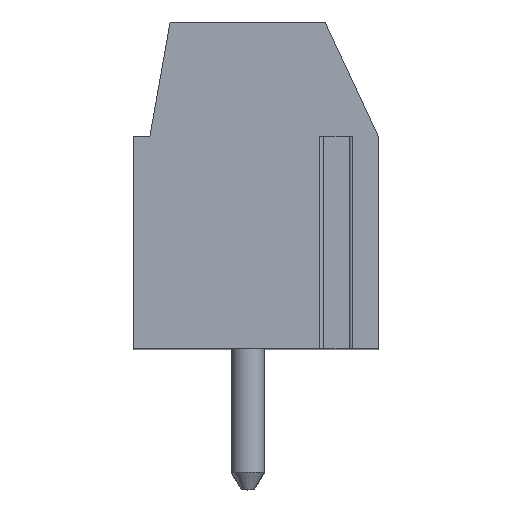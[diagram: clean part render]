
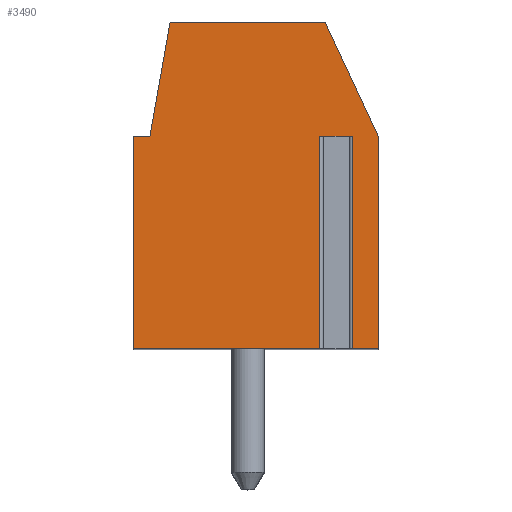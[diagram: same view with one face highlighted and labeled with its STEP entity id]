
A CAD part, top view. The second image highlights one B-rep face of the part: STEP entity #3490.
In plain terms, the highlighted planar face has unit normal (0, 0, 1).
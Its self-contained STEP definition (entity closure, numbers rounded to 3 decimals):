
#201=DIRECTION('',(-1.,0.,0.));
#202=VECTOR('',#201,0.996);
#203=CARTESIAN_POINT('',(2.948,1.5,17.5));
#204=LINE('',#203,#202);
#205=DIRECTION('',(0.,-1.,0.));
#206=VECTOR('',#205,6.5);
#207=CARTESIAN_POINT('',(1.952,1.5,17.5));
#208=LINE('',#207,#206);
#209=DIRECTION('',(1.,0.,0.));
#210=VECTOR('',#209,5.702);
#211=CARTESIAN_POINT('',(-3.75,-5.,17.5));
#212=LINE('',#211,#210);
#213=DIRECTION('',(0.,-1.,0.));
#214=VECTOR('',#213,6.5);
#215=CARTESIAN_POINT('',(-3.75,1.5,17.5));
#216=LINE('',#215,#214);
#217=DIRECTION('',(-1.,0.,0.));
#218=VECTOR('',#217,0.5);
#219=CARTESIAN_POINT('',(-3.25,1.5,17.5));
#220=LINE('',#219,#218);
#221=DIRECTION('',(-0.174,-0.985,0.));
#222=VECTOR('',#221,3.554);
#223=CARTESIAN_POINT('',(-2.633,5.,17.5));
#224=LINE('',#223,#222);
#225=DIRECTION('',(-1.,0.,0.));
#226=VECTOR('',#225,4.751);
#227=CARTESIAN_POINT('',(2.118,5.,17.5));
#228=LINE('',#227,#226);
#229=DIRECTION('',(-0.423,0.906,0.));
#230=VECTOR('',#229,3.862);
#231=CARTESIAN_POINT('',(3.75,1.5,17.5));
#232=LINE('',#231,#230);
#233=DIRECTION('',(0.,1.,0.));
#234=VECTOR('',#233,6.5);
#235=CARTESIAN_POINT('',(3.75,-5.,17.5));
#236=LINE('',#235,#234);
#237=DIRECTION('',(1.,0.,0.));
#238=VECTOR('',#237,0.802);
#239=CARTESIAN_POINT('',(2.948,-5.,17.5));
#240=LINE('',#239,#238);
#241=DIRECTION('',(0.,-1.,0.));
#242=VECTOR('',#241,6.5);
#243=CARTESIAN_POINT('',(2.948,1.5,17.5));
#244=LINE('',#243,#242);
#2623=CARTESIAN_POINT('',(3.75,-5.,17.5));
#2624=CARTESIAN_POINT('',(3.75,1.5,17.5));
#2625=VERTEX_POINT('',#2623);
#2626=VERTEX_POINT('',#2624);
#2627=CARTESIAN_POINT('',(2.118,5.,17.5));
#2628=VERTEX_POINT('',#2627);
#2629=CARTESIAN_POINT('',(-2.633,5.,17.5));
#2630=VERTEX_POINT('',#2629);
#2631=CARTESIAN_POINT('',(-3.25,1.5,17.5));
#2632=VERTEX_POINT('',#2631);
#2633=CARTESIAN_POINT('',(-3.75,1.5,17.5));
#2634=VERTEX_POINT('',#2633);
#2635=CARTESIAN_POINT('',(-3.75,-5.,17.5));
#2636=VERTEX_POINT('',#2635);
#2681=CARTESIAN_POINT('',(2.948,1.5,17.5));
#2682=CARTESIAN_POINT('',(1.952,1.5,17.5));
#2683=VERTEX_POINT('',#2681);
#2684=VERTEX_POINT('',#2682);
#2685=CARTESIAN_POINT('',(2.948,-5.,17.5));
#2686=VERTEX_POINT('',#2685);
#2687=CARTESIAN_POINT('',(1.952,-5.,17.5));
#2688=VERTEX_POINT('',#2687);
#3464=CARTESIAN_POINT('',(0.,0.,17.5));
#3465=DIRECTION('',(0.,0.,1.));
#3466=DIRECTION('',(1.,0.,0.));
#3467=AXIS2_PLACEMENT_3D('',#3464,#3465,#3466);
#3468=PLANE('',#3467);
#3470=ORIENTED_EDGE('',*,*,#3469,.T.);
#3472=ORIENTED_EDGE('',*,*,#3471,.T.);
#3473=ORIENTED_EDGE('',*,*,#3408,.F.);
#3475=ORIENTED_EDGE('',*,*,#3474,.F.);
#3477=ORIENTED_EDGE('',*,*,#3476,.F.);
#3479=ORIENTED_EDGE('',*,*,#3478,.F.);
#3481=ORIENTED_EDGE('',*,*,#3480,.F.);
#3483=ORIENTED_EDGE('',*,*,#3482,.F.);
#3485=ORIENTED_EDGE('',*,*,#3484,.F.);
#3486=ORIENTED_EDGE('',*,*,#3387,.F.);
#3487=ORIENTED_EDGE('',*,*,#3454,.F.);
#3488=EDGE_LOOP('',(#3470,#3472,#3473,#3475,#3477,#3479,#3481,#3483,#3485,#3486,
#3487));
#3489=FACE_OUTER_BOUND('',#3488,.F.);
#3387=EDGE_CURVE('',#2686,#2625,#240,.T.);
#3408=EDGE_CURVE('',#2636,#2688,#212,.T.);
#3454=EDGE_CURVE('',#2683,#2686,#244,.T.);
#3469=EDGE_CURVE('',#2683,#2684,#204,.T.);
#3471=EDGE_CURVE('',#2684,#2688,#208,.T.);
#3474=EDGE_CURVE('',#2634,#2636,#216,.T.);
#3476=EDGE_CURVE('',#2632,#2634,#220,.T.);
#3478=EDGE_CURVE('',#2630,#2632,#224,.T.);
#3480=EDGE_CURVE('',#2628,#2630,#228,.T.);
#3482=EDGE_CURVE('',#2626,#2628,#232,.T.);
#3484=EDGE_CURVE('',#2625,#2626,#236,.T.);
#3490=ADVANCED_FACE('',(#3489),#3468,.T.);
